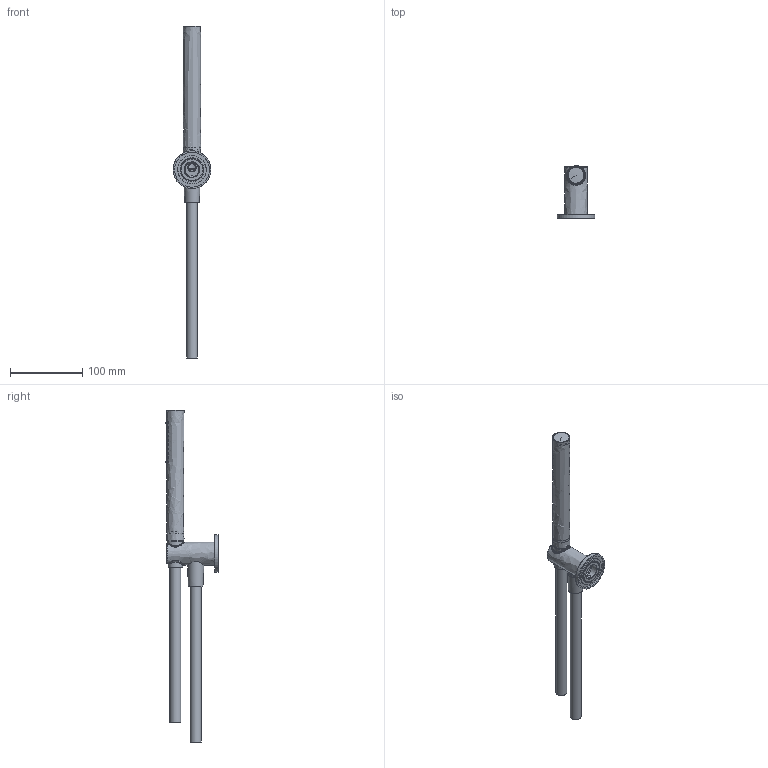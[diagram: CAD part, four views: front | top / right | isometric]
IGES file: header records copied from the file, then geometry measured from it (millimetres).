
Start section: C
Global section: file name: AR440-00.igs; native system: By Siemens PLM Incorporated; preprocessor: XPlus GENERIC/IGES 27.1.215; author: Author; organization: Title; date: 20260216.143413; units: millimetre
Bounding box: 51.98 x 72.15 x 458.06 mm (x, y, z)
Volume: 159788.7 mm3; surface area: 86486.7 mm2
Topology: 14 solids, 15 shells, 796 faces, 2071 edges, 1337 vertices
Faces by surface type: bspline 796
